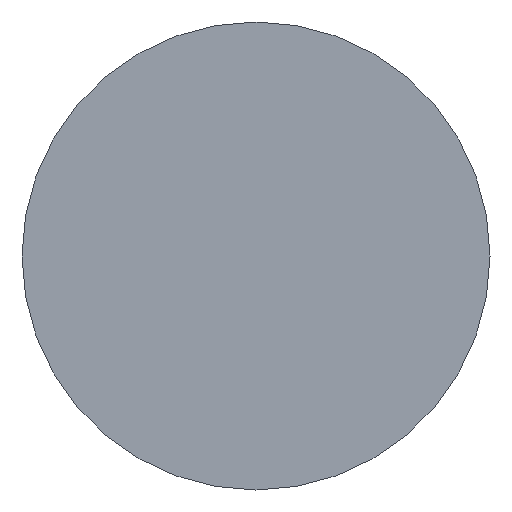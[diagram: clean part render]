
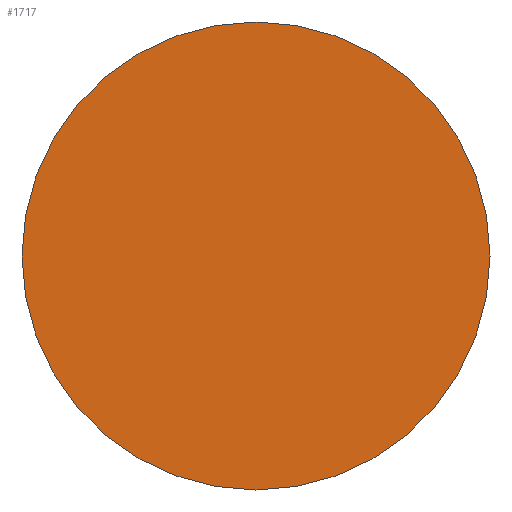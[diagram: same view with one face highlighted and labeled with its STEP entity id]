
A CAD part, left-side view. The second image highlights one B-rep face of the part: STEP entity #1717.
In plain terms, the highlighted planar face has unit normal (-1, 0, 0).
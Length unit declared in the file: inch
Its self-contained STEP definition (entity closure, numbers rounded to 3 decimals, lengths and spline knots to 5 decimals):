
#34 = DIRECTION ( 'NONE',  ( 0., 0., 1. ) ) ;
#621 = AXIS2_PLACEMENT_3D ( 'NONE', #2886, #3820, #34 ) ;
#647 = EDGE_CURVE ( 'NONE', #3170, #1415, #3497, .T. ) ;
#687 = ORIENTED_EDGE ( 'NONE', *, *, #1930, .T. ) ;
#1040 = DIRECTION ( 'NONE',  ( -1., 0., 0. ) ) ;
#1226 = FACE_OUTER_BOUND ( 'NONE', #1315, .T. ) ;
#1315 = EDGE_LOOP ( 'NONE', ( #2089, #687 ) ) ;
#1415 = VERTEX_POINT ( 'NONE', #2987 ) ;
#1717 = ADVANCED_FACE ( 'NONE', ( #1226 ), #3093, .F. ) ;
#1850 = AXIS2_PLACEMENT_3D ( 'NONE', #2682, #1040, #3957 ) ;
#1930 = EDGE_CURVE ( 'NONE', #1415, #3170, #2253, .T. ) ;
#2089 = ORIENTED_EDGE ( 'NONE', *, *, #647, .T. ) ;
#2103 = CARTESIAN_POINT ( 'NONE',  ( 0., 0., 2.125 ) ) ;
#2253 = CIRCLE ( 'NONE', #1850, 2.125 ) ;
#2460 = CARTESIAN_POINT ( 'NONE',  ( 0., 2.125, 0. ) ) ;
#2682 = CARTESIAN_POINT ( 'NONE',  ( 0., 0., 0. ) ) ;
#2886 = CARTESIAN_POINT ( 'NONE',  ( 0., 0., 0. ) ) ;
#2987 = CARTESIAN_POINT ( 'NONE',  ( 0., 0., -2.125 ) ) ;
#3093 = PLANE ( 'NONE',  #3296 ) ;
#3111 = DIRECTION ( 'NONE',  ( 1., 0., 0. ) ) ;
#3170 = VERTEX_POINT ( 'NONE', #2103 ) ;
#3296 = AXIS2_PLACEMENT_3D ( 'NONE', #2460, #3111, #4028 ) ;
#3497 = CIRCLE ( 'NONE', #621, 2.125 ) ;
#3820 = DIRECTION ( 'NONE',  ( -1., 0., 0. ) ) ;
#3957 = DIRECTION ( 'NONE',  ( 0., 0., 1. ) ) ;
#4028 = DIRECTION ( 'NONE',  ( 0., 0., -1. ) ) ;
